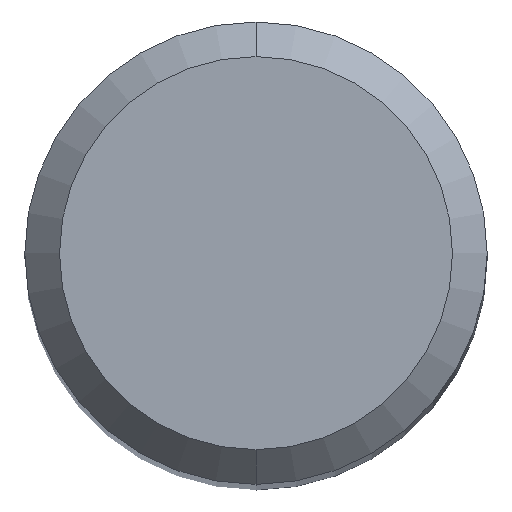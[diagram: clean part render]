
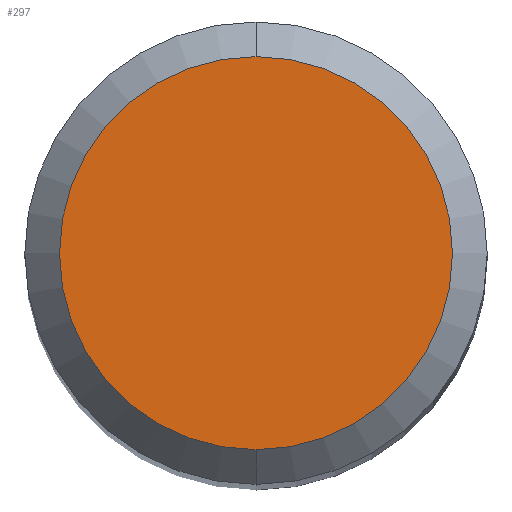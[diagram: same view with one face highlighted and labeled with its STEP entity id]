
A CAD part, top view. The second image highlights one B-rep face of the part: STEP entity #297.
In plain terms, the highlighted planar face has unit normal (0, 0, 1).
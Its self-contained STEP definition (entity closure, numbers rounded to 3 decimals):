
#273=EDGE_CURVE('',#449,#295,#637,.T.);
#295=VERTEX_POINT('',#660);
#297=ADVANCED_FACE('',(#662),#663,.T.);
#435=EDGE_CURVE('',#295,#449,#819,.T.);
#449=VERTEX_POINT('',#835);
#637=CIRCLE('',#1103,1.7);
#660=CARTESIAN_POINT('',(0.,-1.7,0.0));
#662=FACE_OUTER_BOUND('',#1134,.T.);
#663=PLANE('',#1135);
#819=CIRCLE('',#1399,1.7);
#835=CARTESIAN_POINT('',(0.0,1.7,0.0));
#1103=AXIS2_PLACEMENT_3D('',#1739,#1740,#1741);
#1134=EDGE_LOOP('',(#1758,#1759));
#1135=AXIS2_PLACEMENT_3D('',#1760,#1761,#1762);
#1399=AXIS2_PLACEMENT_3D('',#1948,#1949,#1950);
#1739=CARTESIAN_POINT('',(0.0,0.0,0.0));
#1740=DIRECTION('',(0.0,0.0,-1.0));
#1741=DIRECTION('',(0.0,1.0,0.0));
#1758=ORIENTED_EDGE('',*,*,#273,.F.);
#1759=ORIENTED_EDGE('',*,*,#435,.F.);
#1760=CARTESIAN_POINT('',(0.0,0.85,0.0));
#1761=DIRECTION('',(-0.0,0.0,1.0));
#1762=DIRECTION('',(0.0,-1.0,0.0));
#1948=CARTESIAN_POINT('',(0.0,0.0,0.0));
#1949=DIRECTION('',(0.0,0.0,-1.0));
#1950=DIRECTION('',(0.0,1.0,0.0));
